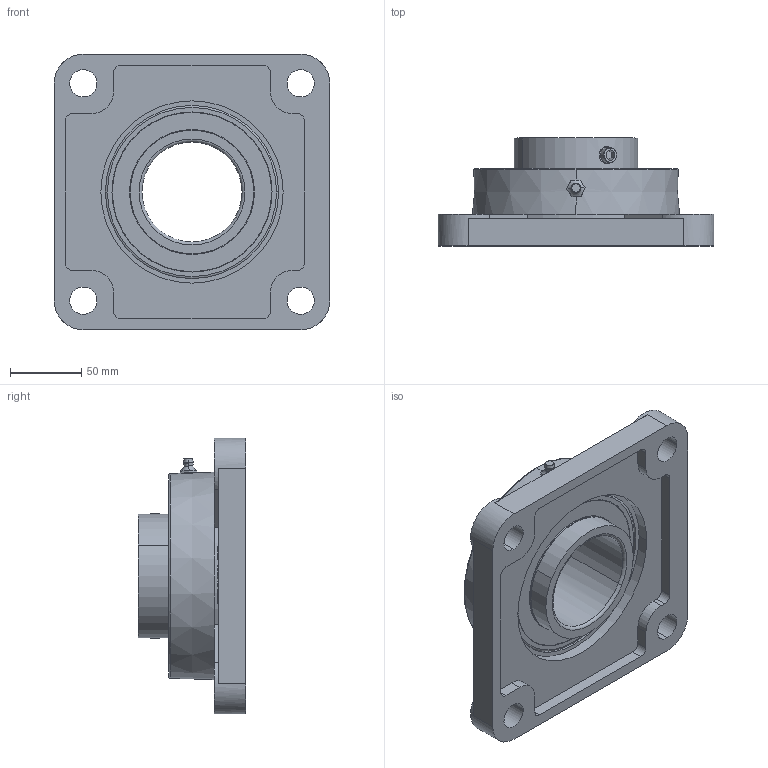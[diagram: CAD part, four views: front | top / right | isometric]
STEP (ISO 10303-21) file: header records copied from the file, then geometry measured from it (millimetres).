
FILE_DESCRIPTION((''),'2;1');
FILE_NAME('UCF214_ASM','2016-02-05T',('giuseppe.caruso'),(''),'CREO PARAMETRIC BY PTC INC, 2014500','CREO PARAMETRIC BY PTC INC, 2014500','');
FILE_SCHEMA(('CONFIG_CONTROL_DESIGN'));
Length unit declared in the file: millimetre
Products named in the file (11): F214; UC214_AI; UC214_AE; UC214_BALL; UC214_CAGE; UC214_SEAL; UC214_FLAP; M12X1-5_INST; UC214_ASM; INGR_M10X1; UCF214_ASM
Assembly tree (24 placements, depth 3):
  UCF214_ASM
    F214
    UC214_ASM
      UC214_AI
      UC214_AE
      UC214_BALL  x12
      UC214_CAGE
      UC214_SEAL  x2
      UC214_FLAP  x2
      M12X1-5_INST  x2
    INGR_M10X1
Bounding box: 193 x 75.4 x 193 mm (x, y, z)
Volume: 747105.9 mm3; surface area: 239341.2 mm2
Topology: 23 solids, 27 shells, 811 faces, 2106 edges, 1356 vertices
Faces by surface type: plane 529, cylinder 134, sphere 76, cone 50, torus 22
Entity records: 23637 total; most frequent: CARTESIAN_POINT 4711, DIRECTION 3921, ORIENTED_EDGE 3828, EDGE_CURVE 1924, VECTOR 1335, LINE 1335, AXIS2_PLACEMENT_3D 1293, VERTEX_POINT 1264
